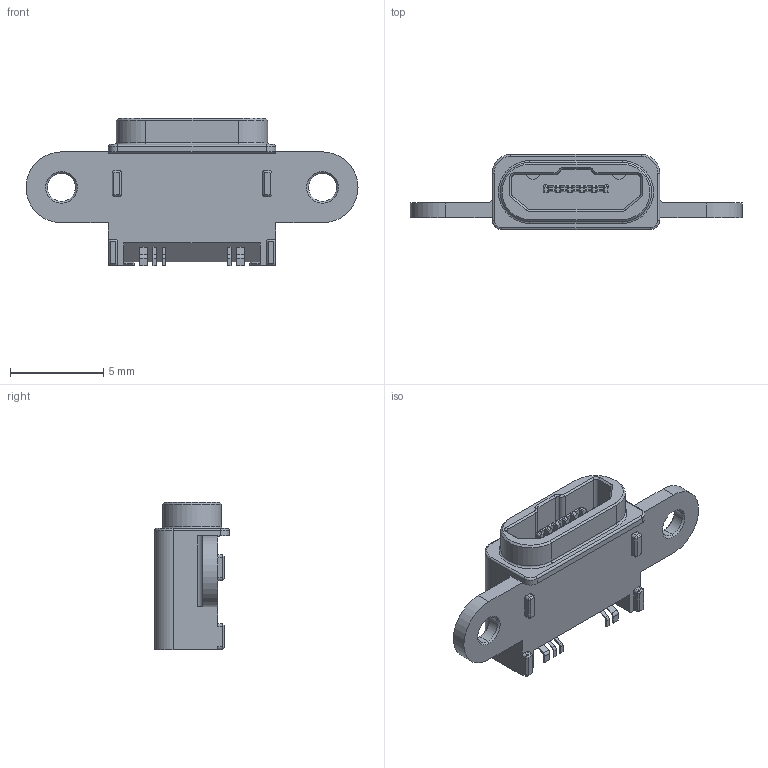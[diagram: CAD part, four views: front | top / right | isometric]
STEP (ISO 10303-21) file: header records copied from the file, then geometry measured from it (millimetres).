
FILE_DESCRIPTION((''),'2;1');
FILE_NAME('C-2108877-1','2015-02-05T',('workeradm'),('Tyco Electronics Ltd.'),'PRO/ENGINEER BY PARAMETRIC TECHNOLOGY CORPORATION, 2014090','PRO/ENGINEER BY PARAMETRIC TECHNOLOGY CORPORATION, 2014090','');
FILE_SCHEMA(('AUTOMOTIVE_DESIGN { 1 0 10303 214 1 1 1 1 }'));
Length unit declared in the file: millimetre
Products named in the file (1): C-2108877-1
Bounding box: 17.8 x 4.03 x 7.9 mm (x, y, z)
Volume: 176.1 mm3; surface area: 469.7 mm2
Topology: 1 solids, 1 shells, 321 faces, 831 edges, 522 vertices
Faces by surface type: plane 193, cylinder 74, cone 46, torus 6, bspline 2
Entity records: 9985 total; most frequent: CARTESIAN_POINT 1850, ORIENTED_EDGE 1662, DIRECTION 1661, EDGE_CURVE 831, VECTOR 611, LINE 611, AXIS2_PLACEMENT_3D 525, VERTEX_POINT 522
